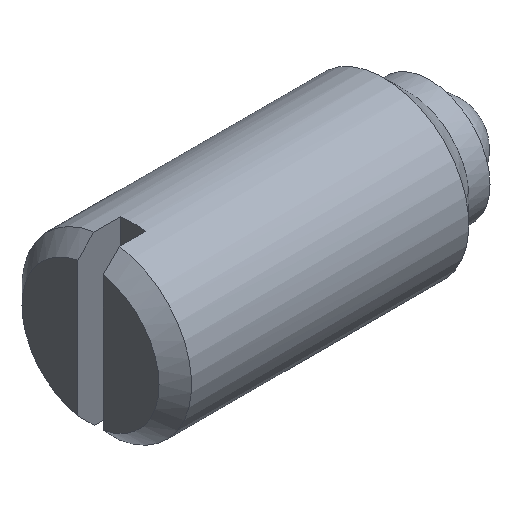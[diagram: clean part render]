
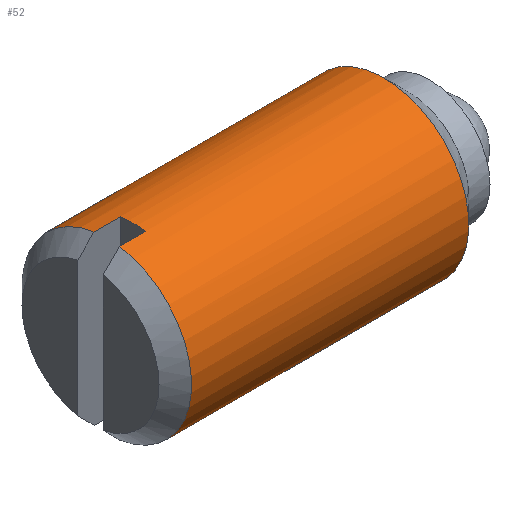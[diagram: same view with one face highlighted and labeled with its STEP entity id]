
A CAD part, isometric view. The second image highlights one B-rep face of the part: STEP entity #52.
In plain terms, the highlighted cylindrical face has radius 4 mm (diameter 8 mm), a full revolution.
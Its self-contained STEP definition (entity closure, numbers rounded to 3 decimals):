
#52 = ADVANCED_FACE( '', ( #125, #126 ), #127, .T. );
#125 = FACE_OUTER_BOUND( '', #223, .T. );
#126 = FACE_OUTER_BOUND( '', #224, .T. );
#127 = CYLINDRICAL_SURFACE( '', #225, 4. );
#223 = EDGE_LOOP( '', ( #315, #316, #317, #318, #319, #320, #321, #322 ) );
#224 = EDGE_LOOP( '', ( #323, #324, #325, #326, #327, #328, #329, #330 ) );
#225 = AXIS2_PLACEMENT_3D( '', #331, #332, #333 );
#315 = ORIENTED_EDGE( '', *, *, #544, .T. );
#316 = ORIENTED_EDGE( '', *, *, #545, .F. );
#317 = ORIENTED_EDGE( '', *, *, #546, .F. );
#318 = ORIENTED_EDGE( '', *, *, #547, .F. );
#319 = ORIENTED_EDGE( '', *, *, #548, .F. );
#320 = ORIENTED_EDGE( '', *, *, #549, .F. );
#321 = ORIENTED_EDGE( '', *, *, #550, .T. );
#322 = ORIENTED_EDGE( '', *, *, #551, .T. );
#323 = ORIENTED_EDGE( '', *, *, #552, .F. );
#324 = ORIENTED_EDGE( '', *, *, #553, .T. );
#325 = ORIENTED_EDGE( '', *, *, #554, .F. );
#326 = ORIENTED_EDGE( '', *, *, #555, .F. );
#327 = ORIENTED_EDGE( '', *, *, #556, .F. );
#328 = ORIENTED_EDGE( '', *, *, #557, .T. );
#329 = ORIENTED_EDGE( '', *, *, #558, .F. );
#330 = ORIENTED_EDGE( '', *, *, #559, .F. );
#331 = CARTESIAN_POINT( '', ( 16., 0., 0. ) );
#332 = DIRECTION( '', ( -1., 0., 0. ) );
#333 = DIRECTION( '', ( 0., 0., -1. ) );
#544 = EDGE_CURVE( '', #631, #632, #633, .F. );
#545 = EDGE_CURVE( '', #634, #632, #635, .T. );
#546 = EDGE_CURVE( '', #636, #634, #637, .F. );
#547 = EDGE_CURVE( '', #638, #636, #639, .F. );
#548 = EDGE_CURVE( '', #640, #638, #641, .F. );
#549 = EDGE_CURVE( '', #642, #640, #643, .T. );
#550 = EDGE_CURVE( '', #642, #644, #645, .F. );
#551 = EDGE_CURVE( '', #644, #631, #646, .F. );
#552 = EDGE_CURVE( '', #647, #648, #649, .T. );
#553 = EDGE_CURVE( '', #647, #650, #651, .T. );
#554 = EDGE_CURVE( '', #652, #650, #653, .F. );
#555 = EDGE_CURVE( '', #654, #652, #655, .T. );
#556 = EDGE_CURVE( '', #656, #654, #657, .T. );
#557 = EDGE_CURVE( '', #656, #658, #659, .T. );
#558 = EDGE_CURVE( '', #660, #658, #661, .F. );
#559 = EDGE_CURVE( '', #648, #660, #662, .T. );
#631 = VERTEX_POINT( '', #756 );
#632 = VERTEX_POINT( '', #757 );
#633 = LINE( '', #758, #759 );
#634 = VERTEX_POINT( '', #760 );
#635 = CIRCLE( '', #761, 4. );
#636 = VERTEX_POINT( '', #762 );
#637 = LINE( '', #763, #764 );
#638 = VERTEX_POINT( '', #765 );
#639 = LINE( '', #766, #767 );
#640 = VERTEX_POINT( '', #768 );
#641 = LINE( '', #769, #770 );
#642 = VERTEX_POINT( '', #771 );
#643 = CIRCLE( '', #772, 4. );
#644 = VERTEX_POINT( '', #773 );
#645 = LINE( '', #774, #775 );
#646 = LINE( '', #776, #777 );
#647 = VERTEX_POINT( '', #778 );
#648 = VERTEX_POINT( '', #779 );
#649 = LINE( '', #780, #781 );
#650 = VERTEX_POINT( '', #782 );
#651 = CIRCLE( '', #783, 4. );
#652 = VERTEX_POINT( '', #784 );
#653 = LINE( '', #785, #786 );
#654 = VERTEX_POINT( '', #787 );
#655 = CIRCLE( '', #788, 4. );
#656 = VERTEX_POINT( '', #789 );
#657 = LINE( '', #790, #791 );
#658 = VERTEX_POINT( '', #792 );
#659 = CIRCLE( '', #793, 4. );
#660 = VERTEX_POINT( '', #794 );
#661 = LINE( '', #795, #796 );
#662 = CIRCLE( '', #797, 4. );
#756 = CARTESIAN_POINT( '', ( 4.5, 3.972, 0.475 ) );
#757 = CARTESIAN_POINT( '', ( 3., 3.972, 0.475 ) );
#758 = CARTESIAN_POINT( '', ( 16., 3.972, 0.475 ) );
#759 = VECTOR( '', #939, 1000. );
#760 = CARTESIAN_POINT( '', ( 3., 3.972, -0.475 ) );
#761 = AXIS2_PLACEMENT_3D( '', #940, #941, #942 );
#762 = CARTESIAN_POINT( '', ( 4.5, 3.972, -0.475 ) );
#763 = CARTESIAN_POINT( '', ( 16., 3.972, -0.475 ) );
#764 = VECTOR( '', #943, 1000. );
#765 = CARTESIAN_POINT( '', ( 12.5, 3.972, -0.475 ) );
#766 = CARTESIAN_POINT( '', ( 16., 3.972, -0.475 ) );
#767 = VECTOR( '', #944, 1000. );
#768 = CARTESIAN_POINT( '', ( 13.85, 3.972, -0.475 ) );
#769 = CARTESIAN_POINT( '', ( 16., 3.972, -0.475 ) );
#770 = VECTOR( '', #945, 1000. );
#771 = CARTESIAN_POINT( '', ( 13.85, 3.972, 0.475 ) );
#772 = AXIS2_PLACEMENT_3D( '', #946, #947, #948 );
#773 = CARTESIAN_POINT( '', ( 12.5, 3.972, 0.475 ) );
#774 = CARTESIAN_POINT( '', ( 16., 3.972, 0.475 ) );
#775 = VECTOR( '', #949, 1000. );
#776 = CARTESIAN_POINT( '', ( 16., 3.972, 0.475 ) );
#777 = VECTOR( '', #950, 1000. );
#778 = CARTESIAN_POINT( '', ( 0.767, 0.6, -3.955 ) );
#779 = CARTESIAN_POINT( '', ( 2., 0.6, -3.955 ) );
#780 = CARTESIAN_POINT( '', ( 16., 0.6, -3.955 ) );
#781 = VECTOR( '', #951, 1000. );
#782 = CARTESIAN_POINT( '', ( 0.767, 0.6, 3.955 ) );
#783 = AXIS2_PLACEMENT_3D( '', #952, #953, #954 );
#784 = CARTESIAN_POINT( '', ( 2., 0.6, 3.955 ) );
#785 = CARTESIAN_POINT( '', ( 16., 0.6, 3.955 ) );
#786 = VECTOR( '', #955, 1000. );
#787 = CARTESIAN_POINT( '', ( 2., -0.6, 3.955 ) );
#788 = AXIS2_PLACEMENT_3D( '', #956, #957, #958 );
#789 = CARTESIAN_POINT( '', ( 0.767, -0.6, 3.955 ) );
#790 = CARTESIAN_POINT( '', ( 16., -0.6, 3.955 ) );
#791 = VECTOR( '', #959, 1000. );
#792 = CARTESIAN_POINT( '', ( 0.767, -0.6, -3.955 ) );
#793 = AXIS2_PLACEMENT_3D( '', #960, #961, #962 );
#794 = CARTESIAN_POINT( '', ( 2., -0.6, -3.955 ) );
#795 = CARTESIAN_POINT( '', ( 16., -0.6, -3.955 ) );
#796 = VECTOR( '', #963, 1000. );
#797 = AXIS2_PLACEMENT_3D( '', #964, #965, #966 );
#939 = DIRECTION( '', ( 1., 0., 0. ) );
#940 = CARTESIAN_POINT( '', ( 3., 0., 0. ) );
#941 = DIRECTION( '', ( 1., 0., 0. ) );
#942 = DIRECTION( '', ( 0., 0., -1. ) );
#943 = DIRECTION( '', ( 1., 0., 0. ) );
#944 = DIRECTION( '', ( 1., 0., 0. ) );
#945 = DIRECTION( '', ( 1., 0., 0. ) );
#946 = CARTESIAN_POINT( '', ( 13.85, 0., 0. ) );
#947 = DIRECTION( '', ( 1., 0., 0. ) );
#948 = DIRECTION( '', ( 0., 0., -1. ) );
#949 = DIRECTION( '', ( 1., 0., 0. ) );
#950 = DIRECTION( '', ( 1., 0., 0. ) );
#951 = DIRECTION( '', ( 1., 0., 0. ) );
#952 = CARTESIAN_POINT( '', ( 0.767, 0., 0. ) );
#953 = DIRECTION( '', ( 1., 0., 0. ) );
#954 = DIRECTION( '', ( 0., 0., -1. ) );
#955 = DIRECTION( '', ( 1., 0., 0. ) );
#956 = CARTESIAN_POINT( '', ( 2., 0., 0. ) );
#957 = DIRECTION( '', ( -1., 0., 0. ) );
#958 = DIRECTION( '', ( 0., 0., 1. ) );
#959 = DIRECTION( '', ( 1., 0., 0. ) );
#960 = CARTESIAN_POINT( '', ( 0.767, 0., 0. ) );
#961 = DIRECTION( '', ( 1., 0., 0. ) );
#962 = DIRECTION( '', ( 0., 0., -1. ) );
#963 = DIRECTION( '', ( 1., 0., 0. ) );
#964 = CARTESIAN_POINT( '', ( 2., 0., 0. ) );
#965 = DIRECTION( '', ( -1., 0., 0. ) );
#966 = DIRECTION( '', ( 0., 0., 1. ) );
